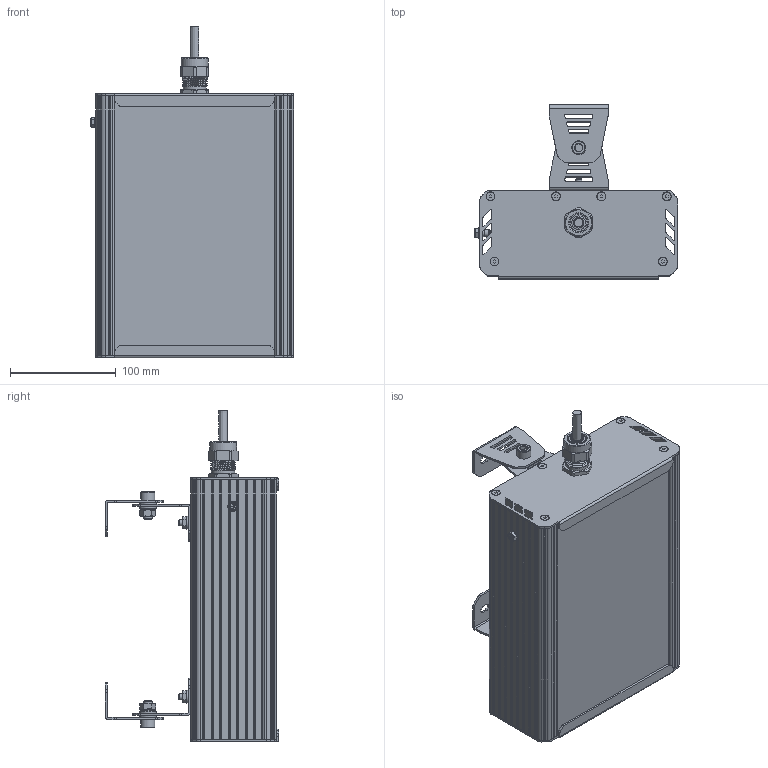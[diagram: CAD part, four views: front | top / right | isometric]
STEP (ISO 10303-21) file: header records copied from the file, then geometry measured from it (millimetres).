
FILE_DESCRIPTION(('STEP AP214'), '1');
FILE_NAME('001.0096.06.000 - ÃÑÏ-Ýêñòðà-Îïòèê-2Åõ-30', '', ('UNSPECIFIED'), ('UNSPECIFIED'), 'C3D Converter', 'C3D Toolkit', '');
FILE_SCHEMA(('AUTOMOTIVE_DESIGN { 1 0 10303 214 3 1 1}'));
Length unit declared in the file: millimetre
Products named in the file (36): 001.0096.06.000; 001.0065.01.000
Assembly tree (62 placements, depth 4):
  001.0096.06.000
    (unnamed)
      (unnamed)
      (unnamed)
      (unnamed)
      (unnamed)
      (unnamed)
      (unnamed)
      (unnamed)
      (unnamed)  x6
      (unnamed)  x6
      (unnamed)
      (unnamed)
      (unnamed)  x4
        (unnamed)
        (unnamed)
        (unnamed)
        (unnamed)
        (unnamed)
        (unnamed)
        (unnamed)
        (unnamed)
        (unnamed)
        (unnamed)
      (unnamed)
        (unnamed)
    001.0065.01.000  x2
      (unnamed)
      (unnamed)
      (unnamed)
      (unnamed)
      (unnamed)
      (unnamed)
      (unnamed)
      (unnamed)
      (unnamed)
Bounding box: 192.43 x 164.62 x 314 mm (x, y, z)
Volume: 888897.7 mm3; surface area: 691356.6 mm2
Topology: 175 solids, 175 shells, 3021 faces, 7287 edges, 4832 vertices
Faces by surface type: plane 1978, cylinder 796, cone 157, bspline 83, sphere 4, torus 3
Full cylindrical faces by diameter (mm): 1 x4, 2 x8, 2.5 x16, 2.8 x100, 3.2 x4, 3.5 x24, 4 x13, 5 x2, 6 x5, 6.375 x2, 7 x2, 8 x16, 8.5 x8, 9 x52, 10 x1, 12 x2, 12.5 x1, 13 x1, 13.333 x2, 16 x5, 17 x1, 18 x1, 18.5 x1, 19 x1, 20 x1, 21.5 x1, 22 x2, 25.5 x1
Entity records: 103710 total; most frequent: CARTESIAN_POINT 49639, DIRECTION 8334, ORIENTED_EDGE 7082, EDGE_CURVE 3541, AXIS2_PLACEMENT_3D 3007, VERTEX_POINT 2431, COLOUR_RGB 2371, PRESENTATION_STYLE_ASSIGNMENT 2371
